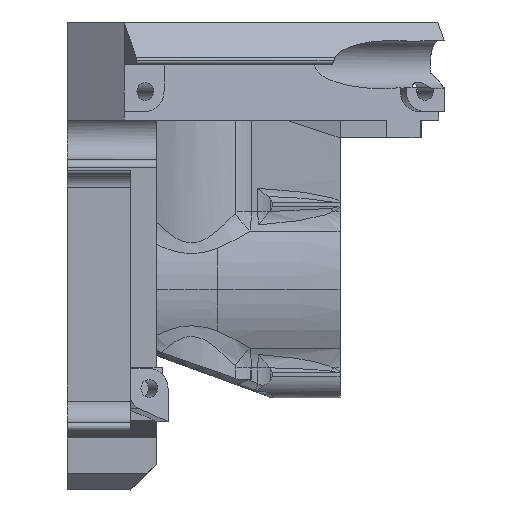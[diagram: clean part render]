
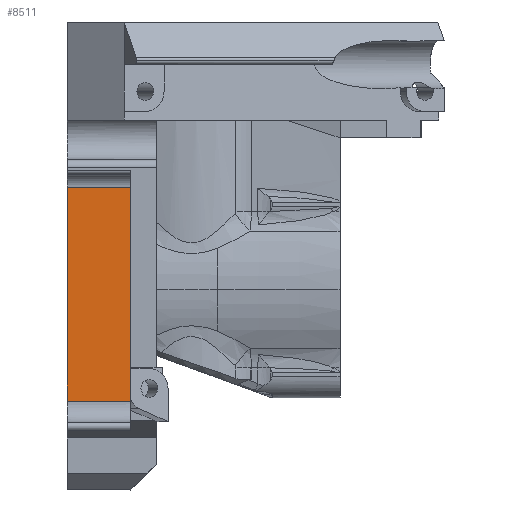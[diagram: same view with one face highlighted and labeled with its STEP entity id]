
A CAD part, left-side view. The second image highlights one B-rep face of the part: STEP entity #8511.
In plain terms, the highlighted planar face has unit normal (-1, 0, 0).
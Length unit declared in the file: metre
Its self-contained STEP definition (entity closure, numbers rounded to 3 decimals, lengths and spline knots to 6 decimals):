
#203=PLANE('',#9308);
#1045=LINE('',#15070,#1604);
#1211=LINE('',#15735,#1770);
#1219=LINE('',#15761,#1778);
#1220=LINE('',#15763,#1779);
#1604=VECTOR('',#10590,1.);
#1770=VECTOR('',#11212,1.);
#1778=VECTOR('',#11240,1.);
#1779=VECTOR('',#11243,1.);
#3761=ORIENTED_EDGE('',*,*,#5580,.F.);
#3762=ORIENTED_EDGE('',*,*,#5594,.F.);
#3763=ORIENTED_EDGE('',*,*,#5297,.T.);
#3764=ORIENTED_EDGE('',*,*,#5595,.T.);
#5297=EDGE_CURVE('',#6459,#6458,#1045,.T.);
#5580=EDGE_CURVE('',#6596,#6597,#1211,.T.);
#5594=EDGE_CURVE('',#6459,#6596,#1219,.T.);
#5595=EDGE_CURVE('',#6458,#6597,#1220,.T.);
#6458=VERTEX_POINT('',#15069);
#6459=VERTEX_POINT('',#15071);
#6596=VERTEX_POINT('',#15736);
#6597=VERTEX_POINT('',#15737);
#7358=EDGE_LOOP('',(#3761,#3762,#3763,#3764));
#7855=FACE_BOUND('',#7358,.T.);
#8511=ADVANCED_FACE('',(#7855),#203,.T.);
#9308=AXIS2_PLACEMENT_3D('',#15762,#11241,#11242);
#10590=DIRECTION('',(0.,0.,-1.));
#11212=DIRECTION('',(0.,0.,-1.));
#11240=DIRECTION('',(0.,-1.,0.));
#11241=DIRECTION('',(-1.,0.,0.));
#11242=DIRECTION('',(0.,-1.,0.));
#11243=DIRECTION('',(0.,-1.,0.));
#15069=CARTESIAN_POINT('',(0.213449,0.163965,0.100088));
#15070=CARTESIAN_POINT('',(0.213449,0.163965,0.125888));
#15071=CARTESIAN_POINT('',(0.213449,0.163965,0.125288));
#15735=CARTESIAN_POINT('',(0.213449,0.156465,0.111434));
#15736=CARTESIAN_POINT('',(0.213449,0.156465,0.125288));
#15737=CARTESIAN_POINT('',(0.213449,0.156465,0.100088));
#15761=CARTESIAN_POINT('',(0.213449,0.181465,0.125288));
#15762=CARTESIAN_POINT('',(0.213449,0.181465,0.125888));
#15763=CARTESIAN_POINT('',(0.213449,0.182965,0.100088));
